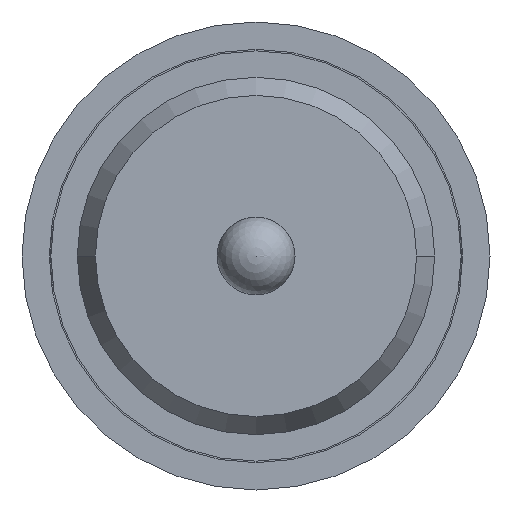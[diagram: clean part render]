
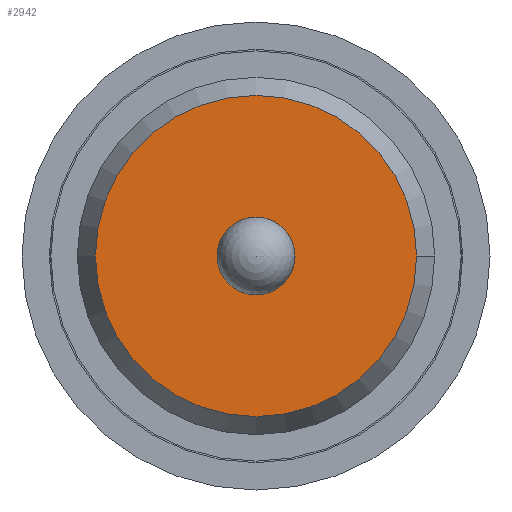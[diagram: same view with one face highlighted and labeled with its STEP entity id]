
A CAD part, front view. The second image highlights one B-rep face of the part: STEP entity #2942.
In plain terms, the highlighted planar face has unit normal (0, -1, 0).
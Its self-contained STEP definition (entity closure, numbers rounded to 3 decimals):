
#30 = ORIENTED_EDGE ( 'NONE', *, *, #3716, .T. ) ;
#33 = AXIS2_PLACEMENT_3D ( 'NONE', #5558, #4584, #312 ) ;
#130 = DIRECTION ( 'NONE',  ( 1., 0., 0. ) ) ;
#134 = EDGE_LOOP ( 'NONE', ( #30, #4181 ) ) ;
#155 = CIRCLE ( 'NONE', #1057, 0.25 ) ;
#312 = DIRECTION ( 'NONE',  ( 1., 0., 0. ) ) ;
#606 = EDGE_CURVE ( 'Defeature ausgef�hrt1_19+Defeature ausgef�hrt1_18+Defeature ausgef�hrt1_18+Defeature ausgef�hrt1_18', #2137, #1218, #1130, .T. ) ;
#822 = CARTESIAN_POINT ( 'NONE',  ( 0., -2.3, 0. ) ) ;
#859 = ORIENTED_EDGE ( 'NONE', *, *, #2498, .T. ) ;
#1045 = FACE_OUTER_BOUND ( 'NONE', #1407, .T. ) ;
#1057 = AXIS2_PLACEMENT_3D ( 'NONE', #2706, #5552, #1344 ) ;
#1130 = CIRCLE ( 'NONE', #2217, 1.03 ) ;
#1137 = PLANE ( 'NONE',  #33 ) ;
#1195 = DIRECTION ( 'NONE',  ( 1., 0., 0. ) ) ;
#1218 = VERTEX_POINT ( 'NONE', #1676 ) ;
#1246 = ORIENTED_EDGE ( 'NONE', *, *, #606, .T. ) ;
#1310 = CARTESIAN_POINT ( 'NONE',  ( -1.03, -2.3, 0. ) ) ;
#1324 = VERTEX_POINT ( 'NONE', #4406 ) ;
#1344 = DIRECTION ( 'NONE',  ( 1., 0., 0. ) ) ;
#1407 = EDGE_LOOP ( 'NONE', ( #1246, #859 ) ) ;
#1676 = CARTESIAN_POINT ( 'NONE',  ( 1.03, -2.3, 0. ) ) ;
#1957 = DIRECTION ( 'NONE',  ( 0., 1., 0. ) ) ;
#2137 = VERTEX_POINT ( 'NONE', #1310 ) ;
#2155 = DIRECTION ( 'NONE',  ( 0., -1., 0. ) ) ;
#2217 = AXIS2_PLACEMENT_3D ( 'NONE', #5127, #2975, #1195 ) ;
#2351 = CARTESIAN_POINT ( 'NONE',  ( 0., -2.3, 0. ) ) ;
#2498 = EDGE_CURVE ( 'Defeature ausgef�hrt1_19+Defeature ausgef�hrt1_18+Defeature ausgef�hrt1_18+Defeature ausgef�hrt1_18', #1218, #2137, #3634, .T. ) ;
#2706 = CARTESIAN_POINT ( 'NONE',  ( 0., -2.3, 0. ) ) ;
#2750 = EDGE_CURVE ( 'Defeature ausgef�hrt1_19+Defeature ausgef�hrt1_16+Defeature ausgef�hrt1_16+Defeature ausgef�hrt1_16', #1324, #4784, #155, .T. ) ;
#2942 = ADVANCED_FACE ( 'Defeature ausgef�hrt1_19', ( #4724, #1045 ), #1137, .T. ) ;
#2975 = DIRECTION ( 'NONE',  ( 0., -1., 0. ) ) ;
#3071 = AXIS2_PLACEMENT_3D ( 'NONE', #822, #2155, #3467 ) ;
#3158 = AXIS2_PLACEMENT_3D ( 'NONE', #2351, #1957, #130 ) ;
#3467 = DIRECTION ( 'NONE',  ( 1., 0., 0. ) ) ;
#3634 = CIRCLE ( 'NONE', #3071, 1.03 ) ;
#3716 = EDGE_CURVE ( 'Defeature ausgef�hrt1_19+Defeature ausgef�hrt1_16+Defeature ausgef�hrt1_16+Defeature ausgef�hrt1_16', #4784, #1324, #5341, .T. ) ;
#4150 = CARTESIAN_POINT ( 'NONE',  ( 0., -2.3, 0.25 ) ) ;
#4181 = ORIENTED_EDGE ( 'NONE', *, *, #2750, .T. ) ;
#4406 = CARTESIAN_POINT ( 'NONE',  ( 0., -2.3, -0.25 ) ) ;
#4584 = DIRECTION ( 'NONE',  ( 0., -1., 0. ) ) ;
#4724 = FACE_BOUND ( 'NONE', #134, .T. ) ;
#4784 = VERTEX_POINT ( 'NONE', #4150 ) ;
#5127 = CARTESIAN_POINT ( 'NONE',  ( 0., -2.3, 0. ) ) ;
#5341 = CIRCLE ( 'NONE', #3158, 0.25 ) ;
#5552 = DIRECTION ( 'NONE',  ( 0., 1., 0. ) ) ;
#5558 = CARTESIAN_POINT ( 'NONE',  ( -1.145, -2.3, 0. ) ) ;
